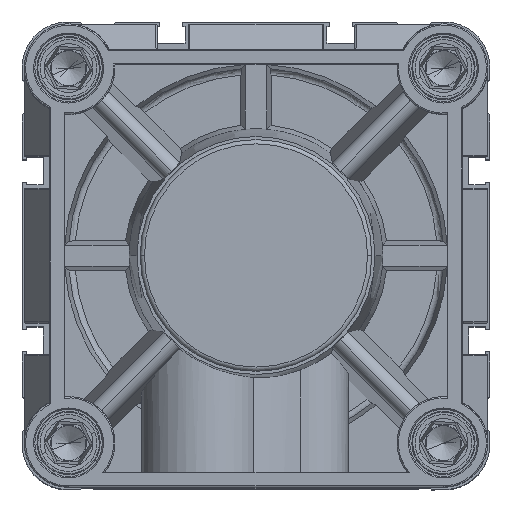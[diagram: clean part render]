
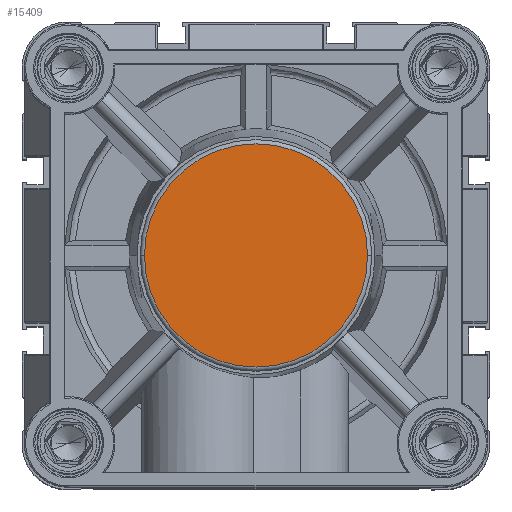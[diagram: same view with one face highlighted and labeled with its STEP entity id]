
A CAD part, top view. The second image highlights one B-rep face of the part: STEP entity #15409.
In plain terms, the highlighted planar face has unit normal (0, 0, 1).
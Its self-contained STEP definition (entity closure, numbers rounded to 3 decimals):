
#915 = DIRECTION ( 'NONE',  ( 0., 0., 1. ) ) ;
#970 = DIRECTION ( 'NONE',  ( 1., 0., 0. ) ) ;
#2987 = DIRECTION ( 'NONE',  ( 0., 0., 1. ) ) ;
#3593 = AXIS2_PLACEMENT_3D ( 'NONE', #23598, #915, #27420 ) ;
#5474 = AXIS2_PLACEMENT_3D ( 'NONE', #46328, #23650, #970 ) ;
#7594 = CIRCLE ( 'NONE', #3593, 26.5 ) ;
#7721 = CARTESIAN_POINT ( 'NONE',  ( 22.5, 49., 43. ) ) ;
#8261 = FACE_OUTER_BOUND ( 'NONE', #39778, .T. ) ;
#14470 = VERTEX_POINT ( 'NONE', #7721 ) ;
#15409 = ADVANCED_FACE ( 'NONE', ( #8261 ), #21877, .T. ) ;
#21877 = PLANE ( 'NONE',  #37923 ) ;
#22212 = EDGE_CURVE ( 'NONE', #48380, #14470, #36229, .T. ) ;
#22775 = EDGE_CURVE ( 'NONE', #14470, #48380, #7594, .T. ) ;
#23598 = CARTESIAN_POINT ( 'NONE',  ( 49., 49., 43. ) ) ;
#23650 = DIRECTION ( 'NONE',  ( 0., 0., 1. ) ) ;
#27420 = DIRECTION ( 'NONE',  ( 1., 0., 0. ) ) ;
#28521 = ORIENTED_EDGE ( 'NONE', *, *, #22212, .T. ) ;
#29486 = DIRECTION ( 'NONE',  ( 1., 0., 0. ) ) ;
#33408 = CARTESIAN_POINT ( 'NONE',  ( 75.5, 49., 43. ) ) ;
#36229 = CIRCLE ( 'NONE', #5474, 26.5 ) ;
#37923 = AXIS2_PLACEMENT_3D ( 'NONE', #40487, #2987, #29486 ) ;
#39778 = EDGE_LOOP ( 'NONE', ( #28521, #41827 ) ) ;
#40487 = CARTESIAN_POINT ( 'NONE',  ( 49., 49., 43. ) ) ;
#41827 = ORIENTED_EDGE ( 'NONE', *, *, #22775, .T. ) ;
#46328 = CARTESIAN_POINT ( 'NONE',  ( 49., 49., 43. ) ) ;
#48380 = VERTEX_POINT ( 'NONE', #33408 ) ;
